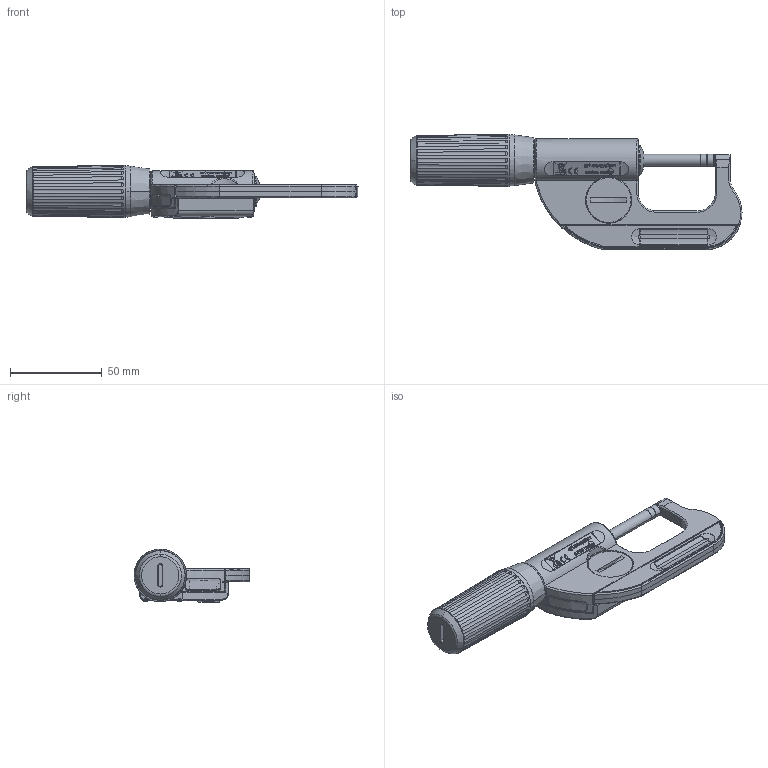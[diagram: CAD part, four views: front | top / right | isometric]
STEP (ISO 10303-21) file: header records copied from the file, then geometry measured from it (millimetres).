
FILE_DESCRIPTION((''),'2;1');
FILE_NAME('PM276_021_001_FERME_ASM','2023-11-28T16:08:50',('FST'),('Sylvac SA'),'CREO PARAMETRIC BY PTC INC, 2022244','CREO PARAMETRIC BY PTC INC, 2022244','');
FILE_SCHEMA(('CONFIG_CONTROL_DESIGN'));
Products named in the file (33): PM276_110_642FINITION; PM276_100_601; 276_100_629; PM276_100_607; COLLE_018; 276_100_009_ASM; PM276_103_015_ASM; 276_100_615; PM276_103_744; PM276_103_007_ASM; PM276_103_006_LONG_ASM; PM276_110_654; PM276_103_927; PM276_100_913_MONTE; PM276_100_623; PM276_103_047_SOFT_ASM; PM276_103_022_FERME_ASM; 276_300_625; 276_300_626; 276_300_633; 276_250_021_ASM; 276_230_700; 295_200_602; 303_400_607; PM276_230_736; PM276_200_407; PM276_230_005_ASM; VIS_T_CYL_BB_M1_6X6_BN20038; 276_100_612; OR22_1; 276_300_635; PM229_001_693; PM276_021_001_FERME_ASM
Assembly tree (41 placements, depth 5):
  PM276_021_001_FERME_ASM
    PM276_103_022_FERME_ASM
      PM276_103_015_ASM
        PM276_110_642FINITION
        PM276_100_601
        276_100_009_ASM
          276_100_629
          PM276_100_607
          COLLE_018
      276_100_615
      PM276_103_006_LONG_ASM
        PM276_103_007_ASM
          PM276_103_744
          PM276_100_607
      PM276_103_047_SOFT_ASM
        PM276_110_654
        PM276_103_927
        PM276_100_913_MONTE
        PM276_100_623
    276_300_625
    276_300_626
    276_300_633
    276_250_021_ASM
    PM276_230_005_ASM
      276_230_700
      295_200_602  x2
      303_400_607
      PM276_230_736
      PM276_200_407
    VIS_T_CYL_BB_M1_6X6_BN20038  x8
    276_100_612
    OR22_1
    276_300_635
    PM229_001_693
Bounding box: 180.55 x 62.95 x 29.13 mm (x, y, z)
Volume: 58548.4 mm3; surface area: 75187.5 mm2
Topology: 33 solids, 57 shells, 3157 faces, 8176 edges, 5227 vertices
Faces by surface type: plane 1189, cylinder 735, cone 493, extrusion 387, bspline 159, torus 154, sphere 40
Entity records: 126992 total; most frequent: CARTESIAN_POINT 57179, ORIENTED_EDGE 14976, DIRECTION 13221, EDGE_CURVE 7520, VERTEX_POINT 4836, AXIS2_PLACEMENT_3D 4465, VECTOR 4291, LINE 3904
